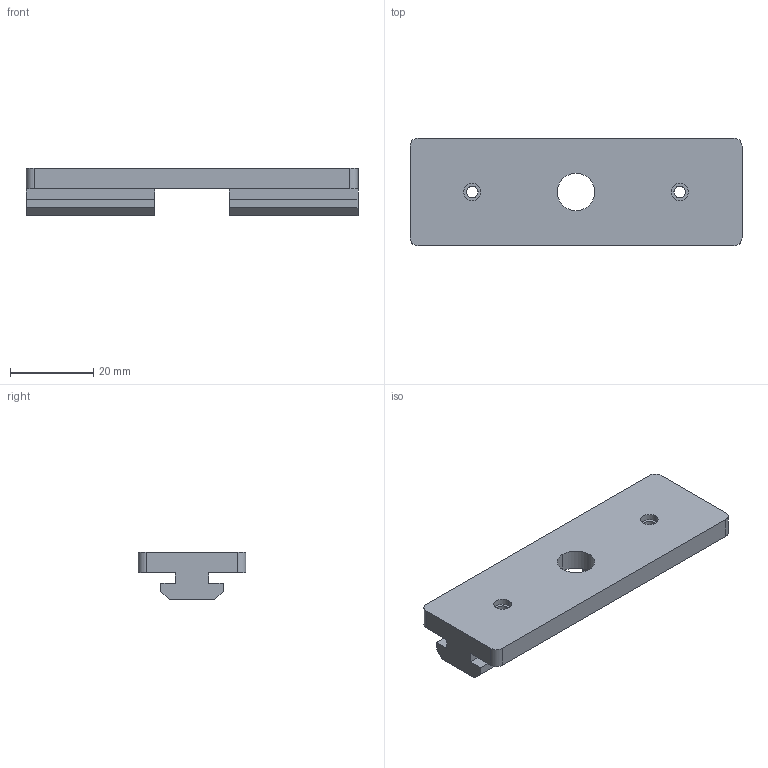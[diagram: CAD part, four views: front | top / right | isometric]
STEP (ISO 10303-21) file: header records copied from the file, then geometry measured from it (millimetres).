
FILE_DESCRIPTION(('STEP AP214'),'1');
FILE_NAME('cctmp_AED06CBD-29C1-4A24-93E1-BF6F2A38C2F7_2021_4_2_8_53_25_978..stp','2021-04-02T06:53:26',('Bosch Rexroth AG'),('CADClick - www.CADClick.com'),'Spatial InterOp 3D',' ','unknown authorization - (Healing Option Enabled)');
FILE_SCHEMA(('AUTOMOTIVE_DESIGN'));
Length unit declared in the file: millimetre
Products named in the file (1): 2021_04_02__08-53-25-978
Bounding box: 80 x 26 x 11.5 mm (x, y, z)
Volume: 14588.9 mm3; surface area: 7246.9 mm2
Topology: 1 solids, 1 shells, 48 faces, 126 edges, 84 vertices
Faces by surface type: plane 30, cylinder 18
Entity records: 1906 total; most frequent: DIRECTION 260, CARTESIAN_POINT 259, ORIENTED_EDGE 252, EDGE_CURVE 126, LINE 90, VECTOR 90, AXIS2_PLACEMENT_3D 85, VERTEX_POINT 84
